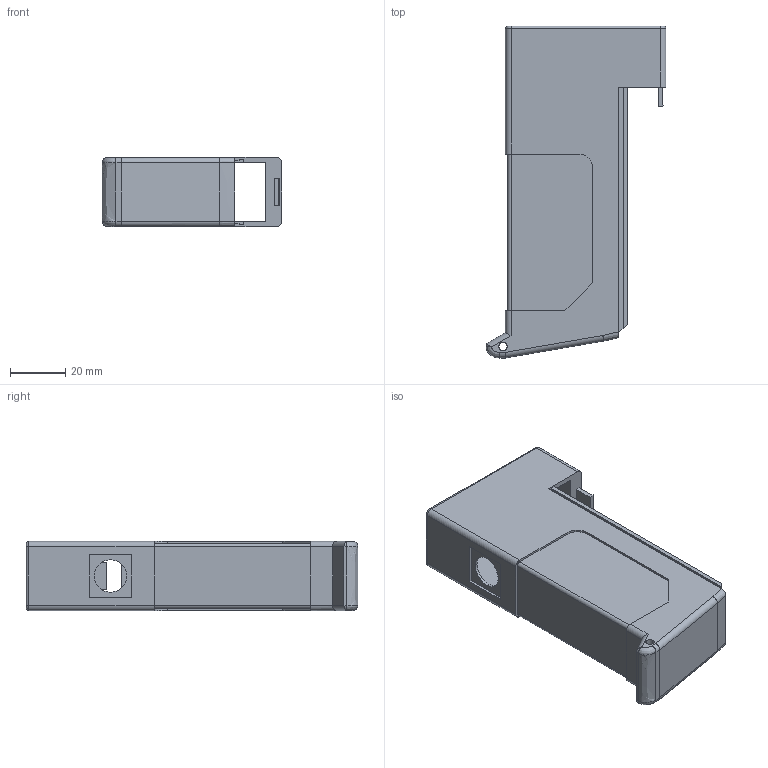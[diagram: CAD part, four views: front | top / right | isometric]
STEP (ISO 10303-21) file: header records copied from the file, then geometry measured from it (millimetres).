
FILE_DESCRIPTION (( 'STEP AP203' ), '1' );
FILE_NAME ('frame.STEP', '2025-10-27T14:29:32', ( '' ), ( '' ), 'SwSTEP 2.0', 'SolidWorks 2025', '' );
FILE_SCHEMA (( 'CONFIG_CONTROL_DESIGN' ));
Length unit declared in the file: millimetre
Products named in the file (1): frame
Bounding box: 65 x 120 x 25 mm (x, y, z)
Volume: 32425.8 mm3; surface area: 33689.6 mm2
Topology: 1 solids, 1 shells, 137 faces, 353 edges, 218 vertices
Faces by surface type: plane 78, cylinder 38, torus 14, bspline 7
Entity records: 4452 total; most frequent: CARTESIAN_POINT 1049, ORIENTED_EDGE 706, DIRECTION 667, EDGE_CURVE 353, VECTOR 239, LINE 239, VERTEX_POINT 218, AXIS2_PLACEMENT_3D 214
